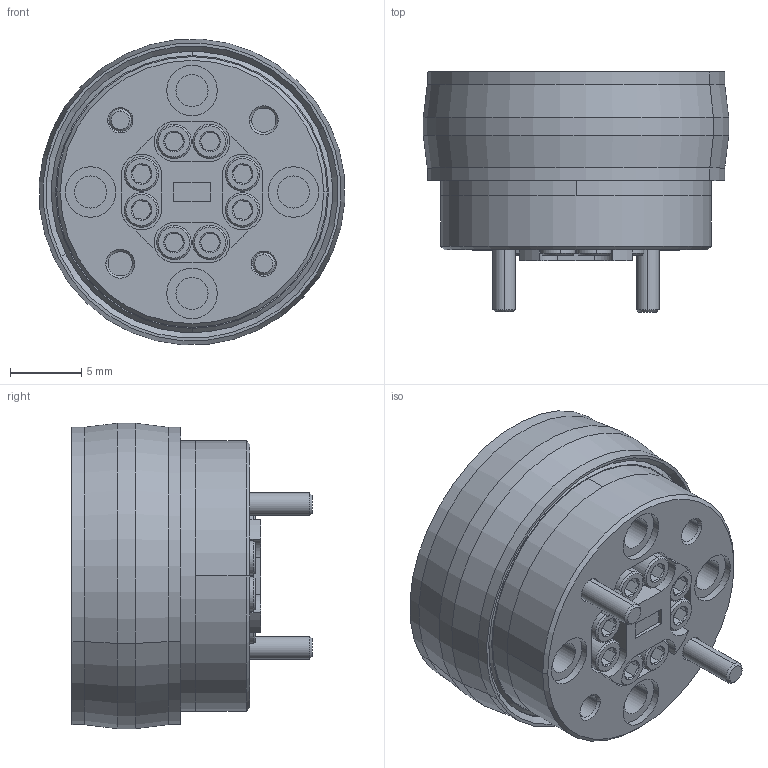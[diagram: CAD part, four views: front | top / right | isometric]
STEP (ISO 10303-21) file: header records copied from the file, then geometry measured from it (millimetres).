
FILE_DESCRIPTION (( 'STEP AP203' ), '1' );
FILE_NAME ('SAO-7531140230-10-S1.STEP', '2019-06-27T23:54:04', ( '' ), ( '' ), 'SwSTEP 2.0', 'SolidWorks 2016', '' );
FILE_SCHEMA (( 'CONFIG_CONTROL_DESIGN' ));
Length unit declared in the file: inch
Products named in the file (1): SAO-7531140230-10-S1
Bounding box: 21.51 x 16.9 x 21.51 mm (x, y, z)
Volume: 3976.9 mm3; surface area: 4389.5 mm2
Topology: 14 solids, 14 shells, 858 faces, 2244 edges, 1442 vertices
Faces by surface type: cylinder 584, cone 134, plane 124, bspline 16
Entity records: 37947 total; most frequent: CARTESIAN_POINT 19481, ORIENTED_EDGE 4488, DIRECTION 3276, EDGE_CURVE 2244, VERTEX_POINT 1442, AXIS2_PLACEMENT_3D 1237, EDGE_LOOP 934, FACE_OUTER_BOUND 858
